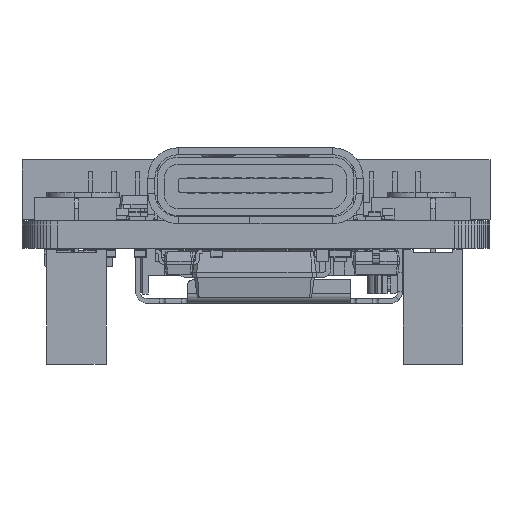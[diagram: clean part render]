
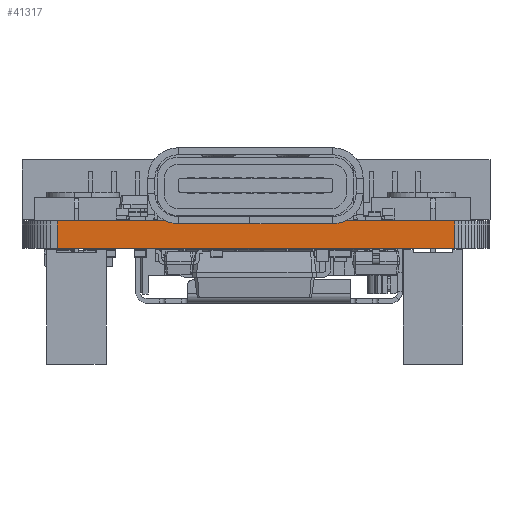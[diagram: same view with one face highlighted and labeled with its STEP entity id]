
A CAD part, left-side view. The second image highlights one B-rep face of the part: STEP entity #41317.
In plain terms, the highlighted planar face has unit normal (-1, 0, 0).
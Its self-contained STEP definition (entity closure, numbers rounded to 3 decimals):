
#2787=FACE_OUTER_BOUND('',#5095,.T.);
#5095=EDGE_LOOP('',(#31083,#31084,#31085,#31086));
#8631=LINE('',#62079,#13555);
#8866=LINE('',#62581,#13790);
#9143=LINE('',#63166,#14067);
#9145=LINE('',#63170,#14069);
#13555=VECTOR('',#50526,1.);
#13790=VECTOR('',#50795,1.);
#14067=VECTOR('',#51170,1.);
#14069=VECTOR('',#51176,1.);
#17823=VERTEX_POINT('',#62076);
#17824=VERTEX_POINT('',#62078);
#18073=VERTEX_POINT('',#62578);
#18074=VERTEX_POINT('',#62580);
#22319=EDGE_CURVE('',#17823,#17824,#8631,.T.);
#22570=EDGE_CURVE('',#18074,#18073,#8866,.T.);
#22863=EDGE_CURVE('',#17824,#18073,#9143,.T.);
#22865=EDGE_CURVE('',#17823,#18074,#9145,.T.);
#31083=ORIENTED_EDGE('',*,*,#22865,.T.);
#31084=ORIENTED_EDGE('',*,*,#22570,.T.);
#31085=ORIENTED_EDGE('',*,*,#22863,.F.);
#31086=ORIENTED_EDGE('',*,*,#22319,.F.);
#37784=PLANE('',#44045);
#41317=ADVANCED_FACE('',(#2787),#37784,.T.);
#44045=AXIS2_PLACEMENT_3D('',#63169,#51174,#51175);
#50526=DIRECTION('',(0.,1.,0.));
#50795=DIRECTION('',(0.,1.,0.));
#51170=DIRECTION('',(0.,0.,1.));
#51174=DIRECTION('center_axis',(-1.,0.,0.));
#51175=DIRECTION('ref_axis',(0.,1.,0.));
#51176=DIRECTION('',(0.,0.,1.));
#62076=CARTESIAN_POINT('',(-20.,-8.496,0.));
#62078=CARTESIAN_POINT('',(-20.,8.496,0.));
#62079=CARTESIAN_POINT('',(-20.,-8.496,0.));
#62578=CARTESIAN_POINT('',(-20.,8.496,1.174));
#62580=CARTESIAN_POINT('',(-20.,-8.496,1.174));
#62581=CARTESIAN_POINT('',(-20.,-8.496,1.174));
#63166=CARTESIAN_POINT('',(-20.,8.496,0.));
#63169=CARTESIAN_POINT('Origin',(-20.,-8.496,0.));
#63170=CARTESIAN_POINT('',(-20.,-8.496,0.));
